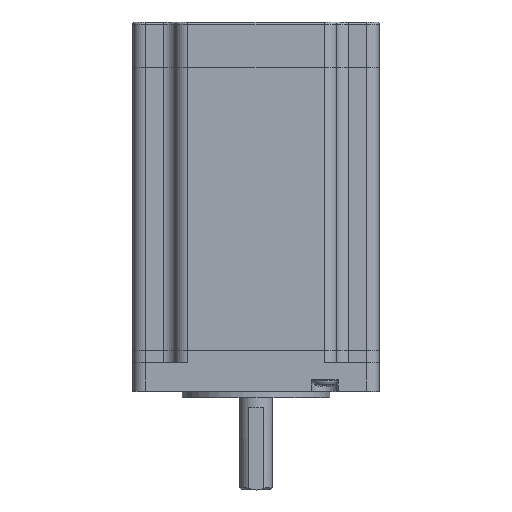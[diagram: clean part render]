
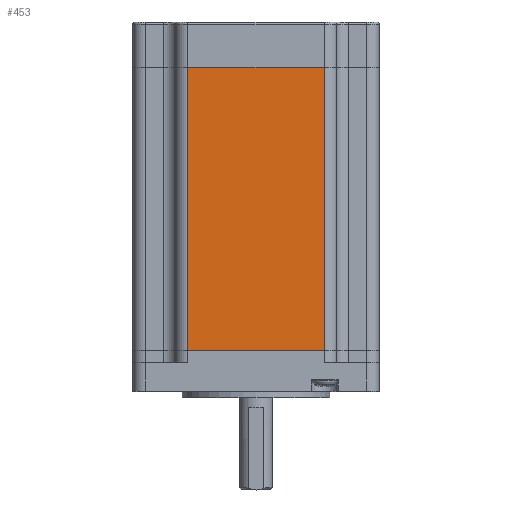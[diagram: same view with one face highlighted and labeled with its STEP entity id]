
A CAD part, top view. The second image highlights one B-rep face of the part: STEP entity #453.
In plain terms, the highlighted planar face has unit normal (0, 0, 1).
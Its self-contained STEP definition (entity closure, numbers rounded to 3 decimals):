
#453 = ADVANCED_FACE( '', ( #1020 ), #1021, .T. );
#1020 = FACE_OUTER_BOUND( '', #1774, .T. );
#1021 = PLANE( '', #1775 );
#1774 = EDGE_LOOP( '', ( #2811, #2812, #2813, #2814 ) );
#1775 = AXIS2_PLACEMENT_3D( '', #2815, #2816, #2817 );
#2811 = ORIENTED_EDGE( '', *, *, #4446, .T. );
#2812 = ORIENTED_EDGE( '', *, *, #4267, .T. );
#2813 = ORIENTED_EDGE( '', *, *, #4482, .F. );
#2814 = ORIENTED_EDGE( '', *, *, #4483, .T. );
#2815 = CARTESIAN_POINT( '', ( -19.6, -36., 30. ) );
#2816 = DIRECTION( '', ( 0., 0., 1. ) );
#2817 = DIRECTION( '', ( 1., 0., 0. ) );
#4267 = EDGE_CURVE( '', #5034, #5038, #5040, .T. );
#4446 = EDGE_CURVE( '', #5343, #5034, #5344, .T. );
#4482 = EDGE_CURVE( '', #5401, #5038, #5402, .T. );
#4483 = EDGE_CURVE( '', #5401, #5343, #5403, .F. );
#5034 = VERTEX_POINT( '', #6121 );
#5038 = VERTEX_POINT( '', #6126 );
#5040 = LINE( '', #6128, #6129 );
#5343 = VERTEX_POINT( '', #6526 );
#5344 = LINE( '', #6527, #6528 );
#5401 = VERTEX_POINT( '', #6599 );
#5402 = LINE( '', #6600, #6601 );
#5403 = LINE( '', #6602, #6603 );
#6121 = CARTESIAN_POINT( '', ( 16.6, -69., 30. ) );
#6126 = CARTESIAN_POINT( '', ( 16.6, 0., 30. ) );
#6128 = CARTESIAN_POINT( '', ( 16.6, -36., 30. ) );
#6129 = VECTOR( '', #7463, 1000. );
#6526 = CARTESIAN_POINT( '', ( -16.6, -69., 30. ) );
#6527 = CARTESIAN_POINT( '', ( -19.6, -69., 30. ) );
#6528 = VECTOR( '', #7732, 1000. );
#6599 = CARTESIAN_POINT( '', ( -16.6, 0., 30. ) );
#6600 = CARTESIAN_POINT( '', ( -19.6, 0., 30. ) );
#6601 = VECTOR( '', #7789, 1000. );
#6602 = CARTESIAN_POINT( '', ( -16.6, -36., 30. ) );
#6603 = VECTOR( '', #7790, 1000. );
#7463 = DIRECTION( '', ( 0., 1., 0. ) );
#7732 = DIRECTION( '', ( 1., 0., 0. ) );
#7789 = DIRECTION( '', ( 1., 0., 0. ) );
#7790 = DIRECTION( '', ( 0., 1., 0. ) );
